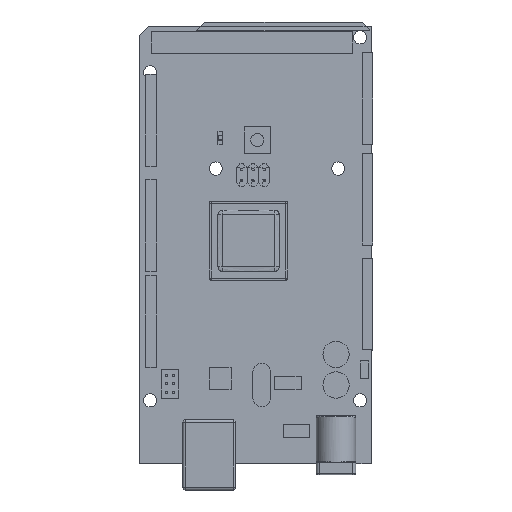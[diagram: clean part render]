
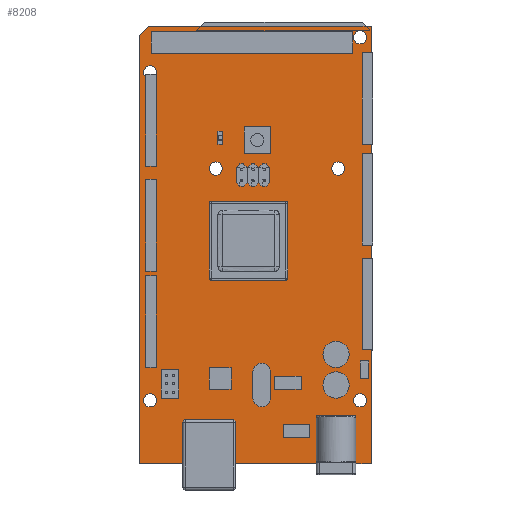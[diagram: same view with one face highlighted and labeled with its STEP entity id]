
A CAD part, top view. The second image highlights one B-rep face of the part: STEP entity #8208.
In plain terms, the highlighted planar face has unit normal (0, 0, 1).
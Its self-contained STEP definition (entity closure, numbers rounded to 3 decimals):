
#46=FACE_BOUND('',#1475,.T.);
#47=FACE_BOUND('',#1476,.T.);
#48=FACE_BOUND('',#1477,.T.);
#49=FACE_BOUND('',#1478,.T.);
#50=FACE_BOUND('',#1479,.T.);
#51=FACE_BOUND('',#1480,.T.);
#437=CIRCLE('',#8914,1.508);
#439=CIRCLE('',#8917,1.508);
#441=CIRCLE('',#8920,1.508);
#443=CIRCLE('',#8923,1.508);
#445=CIRCLE('',#8926,1.508);
#447=CIRCLE('',#8929,1.508);
#945=FACE_OUTER_BOUND('',#1474,.T.);
#1474=EDGE_LOOP('',(#6471,#6472,#6473,#6474,#6475));
#1475=EDGE_LOOP('',(#6476));
#1476=EDGE_LOOP('',(#6477));
#1477=EDGE_LOOP('',(#6478));
#1478=EDGE_LOOP('',(#6479));
#1479=EDGE_LOOP('',(#6480));
#1480=EDGE_LOOP('',(#6481));
#2128=LINE('',#14092,#3020);
#2131=LINE('',#14098,#3023);
#2136=LINE('',#14108,#3028);
#2137=LINE('',#14111,#3029);
#2139=LINE('',#14114,#3031);
#3020=VECTOR('',#10343,1.);
#3023=VECTOR('',#10348,5.);
#3028=VECTOR('',#10357,2.65);
#3029=VECTOR('',#10360,2.65);
#3031=VECTOR('',#10364,5.);
#3833=VERTEX_POINT('',#14051);
#3835=VERTEX_POINT('',#14057);
#3837=VERTEX_POINT('',#14063);
#3839=VERTEX_POINT('',#14069);
#3841=VERTEX_POINT('',#14075);
#3843=VERTEX_POINT('',#14081);
#3845=VERTEX_POINT('',#14086);
#3847=VERTEX_POINT('',#14090);
#3849=VERTEX_POINT('',#14096);
#3852=VERTEX_POINT('',#14106);
#3853=VERTEX_POINT('',#14110);
#4747=EDGE_CURVE('',#3833,#3833,#437,.T.);
#4750=EDGE_CURVE('',#3835,#3835,#439,.T.);
#4753=EDGE_CURVE('',#3837,#3837,#441,.T.);
#4756=EDGE_CURVE('',#3839,#3839,#443,.T.);
#4759=EDGE_CURVE('',#3841,#3841,#445,.T.);
#4762=EDGE_CURVE('',#3843,#3843,#447,.T.);
#4766=EDGE_CURVE('',#3845,#3847,#2128,.T.);
#4769=EDGE_CURVE('',#3849,#3847,#2131,.T.);
#4774=EDGE_CURVE('',#3852,#3849,#2136,.T.);
#4775=EDGE_CURVE('',#3845,#3853,#2137,.T.);
#4777=EDGE_CURVE('',#3852,#3853,#2139,.T.);
#6471=ORIENTED_EDGE('',*,*,#4766,.T.);
#6472=ORIENTED_EDGE('',*,*,#4769,.F.);
#6473=ORIENTED_EDGE('',*,*,#4774,.F.);
#6474=ORIENTED_EDGE('',*,*,#4777,.T.);
#6475=ORIENTED_EDGE('',*,*,#4775,.F.);
#6476=ORIENTED_EDGE('',*,*,#4747,.T.);
#6477=ORIENTED_EDGE('',*,*,#4750,.T.);
#6478=ORIENTED_EDGE('',*,*,#4753,.T.);
#6479=ORIENTED_EDGE('',*,*,#4756,.T.);
#6480=ORIENTED_EDGE('',*,*,#4759,.T.);
#6481=ORIENTED_EDGE('',*,*,#4762,.T.);
#7754=PLANE('',#8935);
#8208=ADVANCED_FACE('',(#945,#46,#47,#48,#49,#50,#51),#7754,.F.);
#8914=AXIS2_PLACEMENT_3D('',#14053,#10301,#10302);
#8917=AXIS2_PLACEMENT_3D('',#14059,#10308,#10309);
#8920=AXIS2_PLACEMENT_3D('',#14065,#10315,#10316);
#8923=AXIS2_PLACEMENT_3D('',#14071,#10322,#10323);
#8926=AXIS2_PLACEMENT_3D('',#14077,#10329,#10330);
#8929=AXIS2_PLACEMENT_3D('',#14083,#10336,#10337);
#8935=AXIS2_PLACEMENT_3D('',#14113,#10362,#10363);
#10301=DIRECTION('center_axis',(0.,0.,-1.));
#10302=DIRECTION('ref_axis',(1.,0.,0.));
#10308=DIRECTION('center_axis',(0.,0.,-1.));
#10309=DIRECTION('ref_axis',(1.,0.,0.));
#10315=DIRECTION('center_axis',(0.,0.,-1.));
#10316=DIRECTION('ref_axis',(1.,0.,0.));
#10322=DIRECTION('center_axis',(0.,0.,-1.));
#10323=DIRECTION('ref_axis',(1.,0.,0.));
#10329=DIRECTION('center_axis',(0.,0.,-1.));
#10330=DIRECTION('ref_axis',(1.,0.,0.));
#10336=DIRECTION('center_axis',(0.,0.,-1.));
#10337=DIRECTION('ref_axis',(1.,0.,0.));
#10343=DIRECTION('',(-0.694,-0.72,0.));
#10348=DIRECTION('',(0.,1.,0.));
#10357=DIRECTION('',(-1.,0.,0.));
#10360=DIRECTION('',(1.,0.,0.));
#10362=DIRECTION('center_axis',(0.,0.,-1.));
#10363=DIRECTION('ref_axis',(-1.,0.,0.));
#10364=DIRECTION('',(0.,1.,0.));
#14051=CARTESIAN_POINT('',(21.992,50.5,2.));
#14053=CARTESIAN_POINT('Origin',(23.5,50.5,2.));
#14057=CARTESIAN_POINT('',(21.992,-32.5,2.));
#14059=CARTESIAN_POINT('Origin',(23.5,-32.5,2.));
#14063=CARTESIAN_POINT('',(-26.008,-32.5,2.));
#14065=CARTESIAN_POINT('Origin',(-24.5,-32.5,2.));
#14069=CARTESIAN_POINT('',(-26.008,42.5,2.));
#14071=CARTESIAN_POINT('Origin',(-24.5,42.5,2.));
#14075=CARTESIAN_POINT('',(-11.008,20.5,2.));
#14077=CARTESIAN_POINT('Origin',(-9.5,20.5,2.));
#14081=CARTESIAN_POINT('',(16.992,20.5,2.));
#14083=CARTESIAN_POINT('Origin',(18.5,20.5,2.));
#14086=CARTESIAN_POINT('',(-24.965,53.,2.));
#14090=CARTESIAN_POINT('',(-27.,50.891,2.));
#14092=CARTESIAN_POINT('',(-31.073,46.671,2.));
#14096=CARTESIAN_POINT('',(-27.,-47.,2.));
#14098=CARTESIAN_POINT('',(-27.,3.,2.));
#14106=CARTESIAN_POINT('',(26.,-47.,2.));
#14108=CARTESIAN_POINT('',(-0.5,-47.,2.));
#14110=CARTESIAN_POINT('',(26.,53.,2.));
#14111=CARTESIAN_POINT('',(-0.5,53.,2.));
#14113=CARTESIAN_POINT('Origin',(-0.5,3.,2.));
#14114=CARTESIAN_POINT('',(26.,3.,2.));
